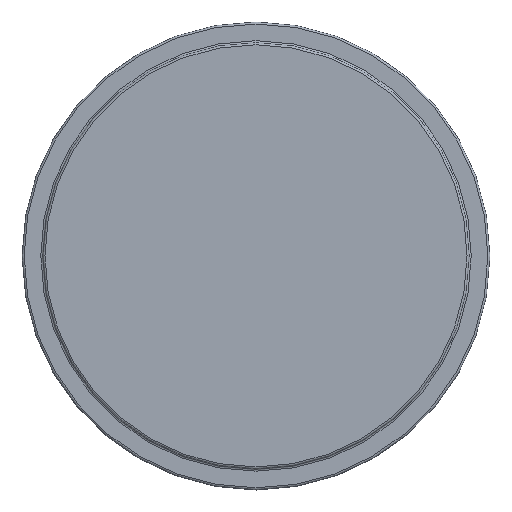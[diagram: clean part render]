
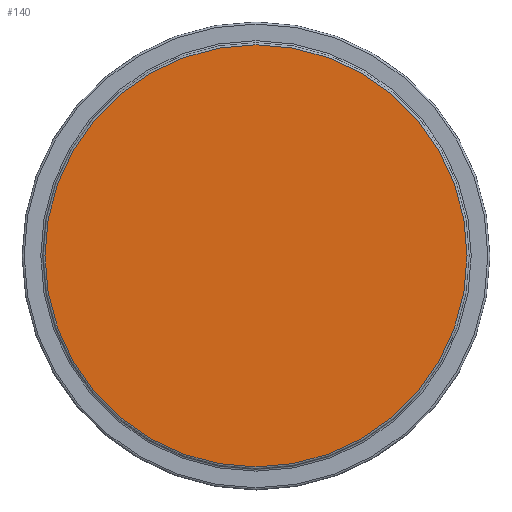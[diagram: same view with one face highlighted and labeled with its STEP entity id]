
A CAD part, top view. The second image highlights one B-rep face of the part: STEP entity #140.
In plain terms, the highlighted planar face has unit normal (0, 0, 1).
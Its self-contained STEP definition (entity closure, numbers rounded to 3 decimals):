
#7 = CARTESIAN_POINT ( 'NONE',  ( 0., 0., 13.66 ) ) ;
#36 = VERTEX_POINT ( 'NONE', #221 ) ;
#67 = EDGE_LOOP ( 'NONE', ( #74 ) ) ;
#74 = ORIENTED_EDGE ( 'NONE', *, *, #300, .F. ) ;
#131 = AXIS2_PLACEMENT_3D ( 'NONE', #160, #236, #317 ) ;
#140 = ADVANCED_FACE ( 'NONE', ( #261 ), #217, .F. ) ;
#160 = CARTESIAN_POINT ( 'NONE',  ( 0., 0., 13.66 ) ) ;
#185 = DIRECTION ( 'NONE',  ( 0., 0., -1. ) ) ;
#217 = PLANE ( 'NONE',  #131 ) ;
#221 = CARTESIAN_POINT ( 'NONE',  ( -20.3, 0., 13.66 ) ) ;
#236 = DIRECTION ( 'NONE',  ( 0., 0., -1. ) ) ;
#240 = CIRCLE ( 'NONE', #254, 20.3 ) ;
#254 = AXIS2_PLACEMENT_3D ( 'NONE', #7, #185, #290 ) ;
#261 = FACE_OUTER_BOUND ( 'NONE', #67, .T. ) ;
#290 = DIRECTION ( 'NONE',  ( -1., 0., 0. ) ) ;
#300 = EDGE_CURVE ( 'NONE', #36, #36, #240, .T. ) ;
#317 = DIRECTION ( 'NONE',  ( 0., -1., 0. ) ) ;
